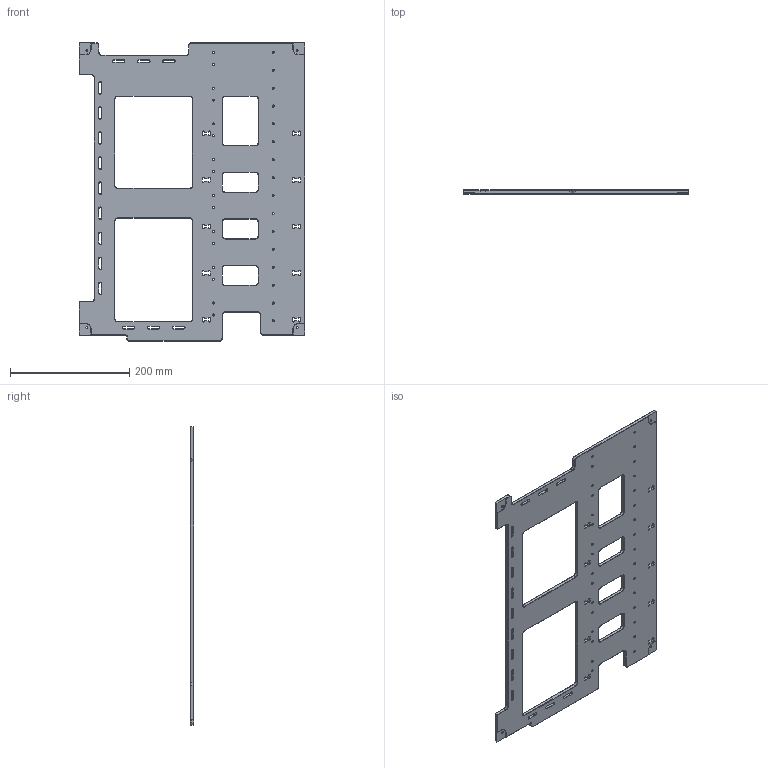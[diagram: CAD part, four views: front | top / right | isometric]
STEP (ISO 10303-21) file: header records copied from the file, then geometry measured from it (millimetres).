
FILE_DESCRIPTION(/* description */ (''),/* implementation_level */ '2;1');
FILE_NAME(/* name */ 'Part 1 - GPU plate.step',/* time_stamp */ '2025-08-07T17:37:42+07:00',/* author */ (''),/* organization */ (''),/* preprocessor_version */ 'ST-DEVELOPER v20.1',/* originating_system */ 'Autodesk Translation Framework v14.10.0.0',/* authorisation */ '');
FILE_SCHEMA (('AUTOMOTIVE_DESIGN { 1 0 10303 214 3 1 1 }'));
Length unit declared in the file: millimetre
Products named in the file (4): Part 1 - GPU plate; GPU plate ; GPU plate v3 (1) (1); GPU - Plate (1) (1)
Assembly tree (3 placements, depth 4):
  Part 1 - GPU plate
    GPU plate 
      GPU plate v3 (1) (1)
        GPU - Plate (1) (1)
Bounding box: 378 x 6 x 500 mm (x, y, z)
Volume: 693580.4 mm3; surface area: 261701.8 mm2
Topology: 1 solids, 1 shells, 560 faces, 1387 edges, 829 vertices
Faces by surface type: plane 278, cylinder 146, cone 136
Full cylindrical faces by diameter (mm): 3.5 x36
Entity records: 16661 total; most frequent: DIRECTION 2951, CARTESIAN_POINT 2785, ORIENTED_EDGE 2776, EDGE_CURVE 1388, AXIS2_PLACEMENT_3D 996, LINE 959, VECTOR 959, VERTEX_POINT 830
